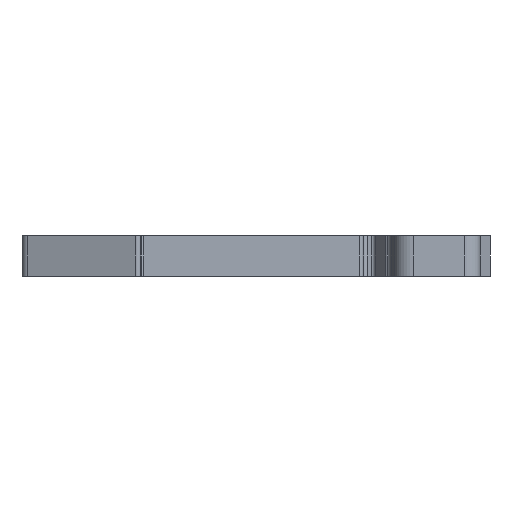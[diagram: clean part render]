
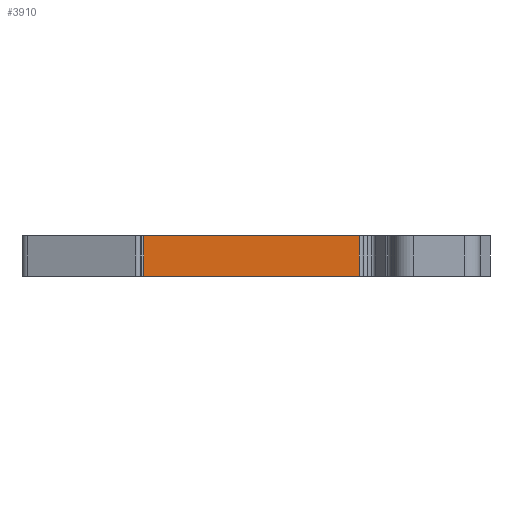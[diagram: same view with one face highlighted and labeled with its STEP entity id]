
A CAD part, front view. The second image highlights one B-rep face of the part: STEP entity #3910.
In plain terms, the highlighted planar face has unit normal (0, -1, 0).
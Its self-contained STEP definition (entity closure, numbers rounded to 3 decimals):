
#179=DIRECTION('',(1.,0.,0.));
#180=VECTOR('',#179,26.9);
#181=CARTESIAN_POINT('',(-14.,-19.2,-2.54));
#182=LINE('',#181,#180);
#981=DIRECTION('',(0.,0.,1.));
#982=VECTOR('',#981,5.08);
#983=CARTESIAN_POINT('',(12.9,-19.2,-2.54));
#984=LINE('',#983,#982);
#985=DIRECTION('',(0.,0.,1.));
#986=VECTOR('',#985,5.08);
#987=CARTESIAN_POINT('',(-14.,-19.2,-2.54));
#988=LINE('',#987,#986);
#1516=DIRECTION('',(1.,0.,0.));
#1517=VECTOR('',#1516,26.9);
#1518=CARTESIAN_POINT('',(-14.,-19.2,2.54));
#1519=LINE('',#1518,#1517);
#1894=CARTESIAN_POINT('',(-14.,-19.2,-2.54));
#1895=VERTEX_POINT('',#1894);
#1896=CARTESIAN_POINT('',(12.9,-19.2,-2.54));
#1897=VERTEX_POINT('',#1896);
#2176=CARTESIAN_POINT('',(-14.,-19.2,2.54));
#2177=VERTEX_POINT('',#2176);
#2178=CARTESIAN_POINT('',(12.9,-19.2,2.54));
#2179=VERTEX_POINT('',#2178);
#3897=CARTESIAN_POINT('',(-14.,-19.2,-2.54));
#3898=DIRECTION('',(0.,-1.,0.));
#3899=DIRECTION('',(1.,0.,0.));
#3900=AXIS2_PLACEMENT_3D('',#3897,#3898,#3899);
#3901=PLANE('',#3900);
#3902=ORIENTED_EDGE('',*,*,#2463,.F.);
#3904=ORIENTED_EDGE('',*,*,#3903,.T.);
#3906=ORIENTED_EDGE('',*,*,#3905,.T.);
#3907=ORIENTED_EDGE('',*,*,#3889,.F.);
#3908=EDGE_LOOP('',(#3902,#3904,#3906,#3907));
#3909=FACE_OUTER_BOUND('',#3908,.F.);
#2463=EDGE_CURVE('',#1895,#1897,#182,.T.);
#3889=EDGE_CURVE('',#1897,#2179,#984,.T.);
#3903=EDGE_CURVE('',#1895,#2177,#988,.T.);
#3905=EDGE_CURVE('',#2177,#2179,#1519,.T.);
#3910=ADVANCED_FACE('',(#3909),#3901,.T.);
